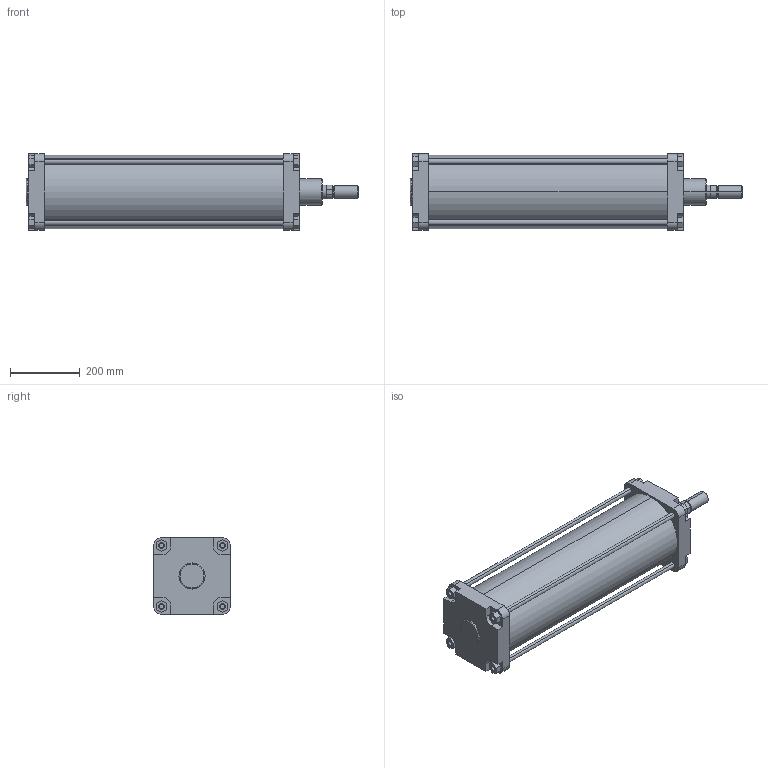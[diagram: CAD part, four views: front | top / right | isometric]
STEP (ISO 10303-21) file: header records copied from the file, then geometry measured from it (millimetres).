
FILE_DESCRIPTION (( 'STEP AP214' ), '1' );
FILE_NAME ('PMB 200-600 CYLINDER.STEP', '2010-08-04T09:27:15', ( '' ), ( '' ), 'SwSTEP 2.0', 'SolidWorks 2010', '' );
FILE_SCHEMA (( 'AUTOMOTIVE_DESIGN' ));
Length unit declared in the file: millimetre
Products named in the file (6): PMB 200 ARKA KAPAK ; PMB  200 BORU; PMB  200 烰 KAPAK; PMB  200  M尳 ; M16 SAPLAMA; PMB  200-600  CYLINDER
Assembly tree (8 placements, depth 2):
  PMB  200-600  CYLINDER
    PMB  200  M尳 
    M16 SAPLAMA  x4
    PMB  200 BORU
    PMB 200 ARKA KAPAK 
    PMB  200 烰 KAPAK
Bounding box: 953 x 220 x 220 mm (x, y, z)
Volume: 10888616.8 mm3; surface area: 1591665.6 mm2
Topology: 8 solids, 8 shells, 244 faces, 570 edges, 359 vertices
Faces by surface type: plane 117, cylinder 69, cone 50, torus 8
Entity records: 6935 total; most frequent: DIRECTION 1171, CARTESIAN_POINT 1094, ORIENTED_EDGE 1056, EDGE_CURVE 528, AXIS2_PLACEMENT_3D 412, LINE 347, VECTOR 347, VERTEX_POINT 335
